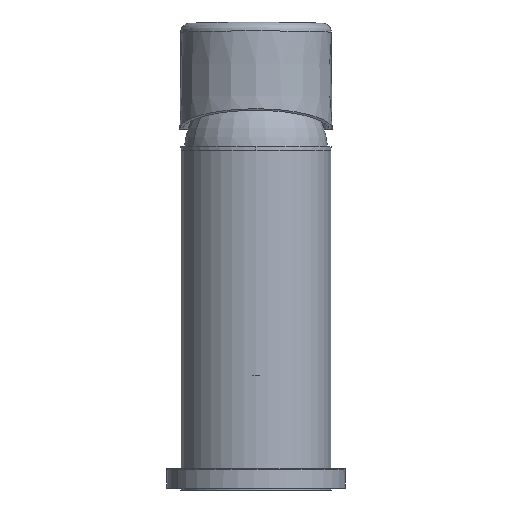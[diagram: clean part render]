
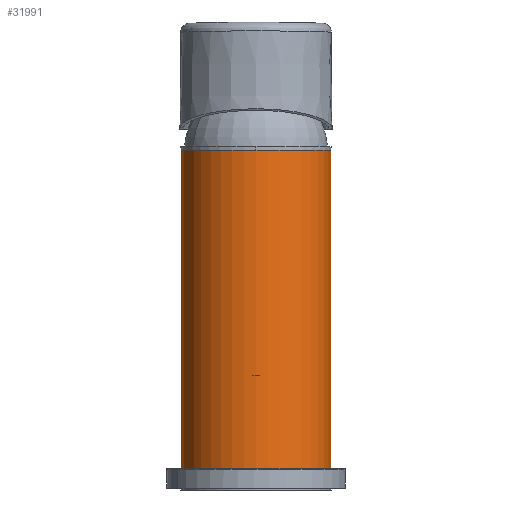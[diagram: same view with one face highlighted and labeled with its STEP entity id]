
A CAD part, left-side view. The second image highlights one B-rep face of the part: STEP entity #31991.
In plain terms, the highlighted cylindrical face has radius 21 mm (diameter 42 mm), a partial arc.
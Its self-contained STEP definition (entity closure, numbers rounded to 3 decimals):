
#19787=CARTESIAN_POINT('Axis2P3D Location',(0.,0.,36.5)) ;
#23916=CARTESIAN_POINT('Vertex',(1.189,20.966,0.)) ;
#23925=CARTESIAN_POINT('Vertex',(1.189,-20.966,0.)) ;
#23928=CARTESIAN_POINT('Axis2P3D Location',(0.,0.,0.)) ;
#23932=CARTESIAN_POINT('Vertex',(-21.,0.,0.)) ;
#23935=CARTESIAN_POINT('Axis2P3D Location',(0.,0.,0.)) ;
#24121=CARTESIAN_POINT('Vertex',(1.189,-20.966,89.)) ;
#24125=CARTESIAN_POINT('Control Point',(1.189,-20.966,28.519)) ;
#24126=CARTESIAN_POINT('Control Point',(1.189,-20.966,89.)) ;
#24127=CARTESIAN_POINT('Vertex',(1.189,-20.966,28.519)) ;
#24785=CARTESIAN_POINT('Control Point',(1.192,-20.966,28.519)) ;
#24786=CARTESIAN_POINT('Control Point',(1.191,-20.966,28.519)) ;
#24787=CARTESIAN_POINT('Control Point',(1.189,-20.966,28.519)) ;
#24788=CARTESIAN_POINT('Vertex',(1.192,-20.966,28.519)) ;
#25239=CARTESIAN_POINT('Control Point',(1.189,-20.966,28.01)) ;
#25240=CARTESIAN_POINT('Control Point',(1.189,-20.966,28.18)) ;
#25241=CARTESIAN_POINT('Control Point',(1.19,-20.966,28.349)) ;
#25242=CARTESIAN_POINT('Control Point',(1.192,-20.966,28.519)) ;
#25243=CARTESIAN_POINT('Vertex',(1.189,-20.966,28.01)) ;
#25247=CARTESIAN_POINT('Control Point',(1.189,-20.966,28.)) ;
#25248=CARTESIAN_POINT('Control Point',(1.189,-20.966,28.005)) ;
#25249=CARTESIAN_POINT('Control Point',(1.189,-20.966,28.01)) ;
#25250=CARTESIAN_POINT('Vertex',(1.189,-20.966,28.)) ;
#25329=CARTESIAN_POINT('Vertex',(-21.,0.,89.)) ;
#25334=CARTESIAN_POINT('Axis2P3D Location',(0.,0.,89.)) ;
#25818=CARTESIAN_POINT('Vertex',(1.189,20.966,28.)) ;
#25822=CARTESIAN_POINT('Control Point',(1.189,20.966,28.)) ;
#25823=CARTESIAN_POINT('Control Point',(1.189,20.966,28.005)) ;
#25824=CARTESIAN_POINT('Control Point',(1.189,20.966,28.01)) ;
#25825=CARTESIAN_POINT('Vertex',(1.189,20.966,28.01)) ;
#25829=CARTESIAN_POINT('Control Point',(1.189,20.966,28.01)) ;
#25830=CARTESIAN_POINT('Control Point',(1.189,20.966,28.18)) ;
#25831=CARTESIAN_POINT('Control Point',(1.19,20.966,28.349)) ;
#25832=CARTESIAN_POINT('Control Point',(1.192,20.966,28.519)) ;
#25833=CARTESIAN_POINT('Vertex',(1.192,20.966,28.519)) ;
#25978=CARTESIAN_POINT('Vertex',(1.189,20.966,89.)) ;
#25981=CARTESIAN_POINT('Axis2P3D Location',(0.,0.,89.)) ;
#26059=CARTESIAN_POINT('Vertex',(1.189,20.966,28.519)) ;
#26063=CARTESIAN_POINT('Control Point',(1.189,20.966,28.519)) ;
#26064=CARTESIAN_POINT('Control Point',(1.189,20.966,89.)) ;
#26918=CARTESIAN_POINT('Control Point',(1.192,20.966,28.519)) ;
#26919=CARTESIAN_POINT('Control Point',(1.191,20.966,28.519)) ;
#26920=CARTESIAN_POINT('Control Point',(1.189,20.966,28.519)) ;
#31945=CARTESIAN_POINT('Line Origine',(1.189,-20.966,36.5)) ;
#31960=CARTESIAN_POINT('Line Origine',(1.189,20.966,36.5)) ;
#31947=VECTOR('Line Direction',#31946,1.) ;
#31962=VECTOR('Line Direction',#31961,1.) ;
#19788=DIRECTION('Axis2P3D Direction',(0.,0.,-1.)) ;
#19789=DIRECTION('Axis2P3D XDirection',(1.,0.,0.)) ;
#23929=DIRECTION('Axis2P3D Direction',(0.,0.,-1.)) ;
#23936=DIRECTION('Axis2P3D Direction',(0.,0.,-1.)) ;
#25335=DIRECTION('Axis2P3D Direction',(0.,0.,1.)) ;
#25982=DIRECTION('Axis2P3D Direction',(0.,0.,1.)) ;
#31946=DIRECTION('Vector Direction',(0.,0.,-1.)) ;
#31961=DIRECTION('Vector Direction',(0.,0.,-1.)) ;
#19790=AXIS2_PLACEMENT_3D('Cylinder Axis2P3D',#19787,#19788,#19789) ;
#23930=AXIS2_PLACEMENT_3D('Circle Axis2P3D',#23928,#23929,$) ;
#23937=AXIS2_PLACEMENT_3D('Circle Axis2P3D',#23935,#23936,$) ;
#25336=AXIS2_PLACEMENT_3D('Circle Axis2P3D',#25334,#25335,$) ;
#25983=AXIS2_PLACEMENT_3D('Circle Axis2P3D',#25981,#25982,$) ;
#31948=LINE('Line',#31945,#31947) ;
#31963=LINE('Line',#31960,#31962) ;
#23931=CIRCLE('generated circle',#23930,21.) ;
#23938=CIRCLE('generated circle',#23937,21.) ;
#25337=CIRCLE('generated circle',#25336,21.) ;
#25984=CIRCLE('generated circle',#25983,21.) ;
#19791=CYLINDRICAL_SURFACE('generated cylinder',#19790,21.) ;
#23934=EDGE_CURVE('',#23926,#23933,#23931,.T.) ;
#23939=EDGE_CURVE('',#23933,#23917,#23938,.T.) ;
#24129=EDGE_CURVE('',#24128,#24122,#24124,.T.) ;
#24790=EDGE_CURVE('',#24128,#24789,#24784,.F.) ;
#25245=EDGE_CURVE('',#25244,#24789,#25238,.T.) ;
#25252=EDGE_CURVE('',#25251,#25244,#25246,.T.) ;
#25338=EDGE_CURVE('',#25330,#24122,#25337,.T.) ;
#25827=EDGE_CURVE('',#25819,#25826,#25821,.T.) ;
#25835=EDGE_CURVE('',#25826,#25834,#25828,.T.) ;
#25985=EDGE_CURVE('',#25979,#25330,#25984,.T.) ;
#26065=EDGE_CURVE('',#26060,#25979,#26062,.T.) ;
#26921=EDGE_CURVE('',#26060,#25834,#26917,.F.) ;
#31949=EDGE_CURVE('',#23926,#25251,#31948,.F.) ;
#31964=EDGE_CURVE('',#23917,#25819,#31963,.F.) ;
#31976=ORIENTED_EDGE('',*,*,#26921,.T.) ;
#31977=ORIENTED_EDGE('',*,*,#25835,.F.) ;
#31978=ORIENTED_EDGE('',*,*,#25827,.F.) ;
#31979=ORIENTED_EDGE('',*,*,#31964,.F.) ;
#31980=ORIENTED_EDGE('',*,*,#23939,.F.) ;
#31981=ORIENTED_EDGE('',*,*,#23934,.F.) ;
#31982=ORIENTED_EDGE('',*,*,#31949,.T.) ;
#31983=ORIENTED_EDGE('',*,*,#25252,.T.) ;
#31984=ORIENTED_EDGE('',*,*,#25245,.T.) ;
#31985=ORIENTED_EDGE('',*,*,#24790,.F.) ;
#31986=ORIENTED_EDGE('',*,*,#24129,.T.) ;
#31987=ORIENTED_EDGE('',*,*,#25338,.F.) ;
#31988=ORIENTED_EDGE('',*,*,#25985,.F.) ;
#31989=ORIENTED_EDGE('',*,*,#26065,.F.) ;
#31975=EDGE_LOOP('',(#31976,#31977,#31978,#31979,#31980,#31981,#31982,#31983,#31984,#31985,#31986,#31987,#31988,#31989)) ;
#23917=VERTEX_POINT('',#23916) ;
#23926=VERTEX_POINT('',#23925) ;
#23933=VERTEX_POINT('',#23932) ;
#24122=VERTEX_POINT('',#24121) ;
#24128=VERTEX_POINT('',#24127) ;
#24789=VERTEX_POINT('',#24788) ;
#25244=VERTEX_POINT('',#25243) ;
#25251=VERTEX_POINT('',#25250) ;
#25330=VERTEX_POINT('',#25329) ;
#25819=VERTEX_POINT('',#25818) ;
#25826=VERTEX_POINT('',#25825) ;
#25834=VERTEX_POINT('',#25833) ;
#25979=VERTEX_POINT('',#25978) ;
#26060=VERTEX_POINT('',#26059) ;
#31991=ADVANCED_FACE('P32387.1\\PartBody',(#31990),#19791,.T.) ;
#24124=B_SPLINE_CURVE_WITH_KNOTS('',1,(#24125,#24126),.UNSPECIFIED.,.F.,.U.,(2,2),(-16.481,44.),.UNSPECIFIED.) ;
#24784=B_SPLINE_CURVE_WITH_KNOTS('',2,(#24785,#24786,#24787),.UNSPECIFIED.,.F.,.U.,(3,3),(0.,7.5),.UNSPECIFIED.) ;
#25238=B_SPLINE_CURVE_WITH_KNOTS('',3,(#25239,#25240,#25241,#25242),.UNSPECIFIED.,.F.,.U.,(4,4),(0.,0.724),.UNSPECIFIED.) ;
#25246=B_SPLINE_CURVE_WITH_KNOTS('',2,(#25247,#25248,#25249),.UNSPECIFIED.,.F.,.U.,(3,3),(0.,0.01),.UNSPECIFIED.) ;
#25821=B_SPLINE_CURVE_WITH_KNOTS('',2,(#25822,#25823,#25824),.UNSPECIFIED.,.F.,.U.,(3,3),(0.,0.01),.UNSPECIFIED.) ;
#25828=B_SPLINE_CURVE_WITH_KNOTS('',3,(#25829,#25830,#25831,#25832),.UNSPECIFIED.,.F.,.U.,(4,4),(0.,0.724),.UNSPECIFIED.) ;
#26062=B_SPLINE_CURVE_WITH_KNOTS('',1,(#26063,#26064),.UNSPECIFIED.,.F.,.U.,(2,2),(-16.481,44.),.UNSPECIFIED.) ;
#26917=B_SPLINE_CURVE_WITH_KNOTS('',2,(#26918,#26919,#26920),.UNSPECIFIED.,.F.,.U.,(3,3),(0.,7.5),.UNSPECIFIED.) ;
#31990=FACE_OUTER_BOUND('',#31975,.T.) ;
